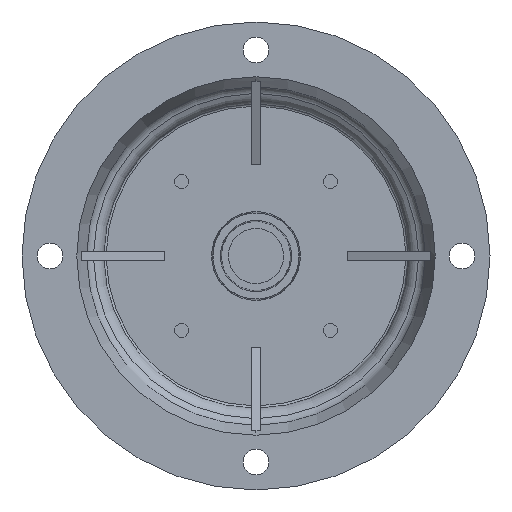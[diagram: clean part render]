
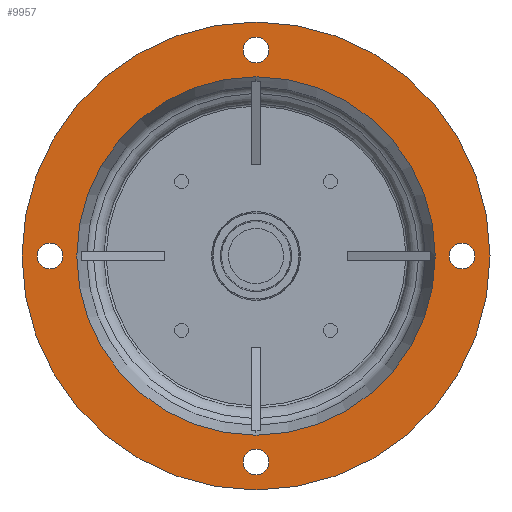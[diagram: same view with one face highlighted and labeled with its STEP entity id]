
A CAD part, front view. The second image highlights one B-rep face of the part: STEP entity #9957.
In plain terms, the highlighted planar face has unit normal (0, -1, 0).
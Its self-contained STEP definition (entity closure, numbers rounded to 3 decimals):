
#299 = AXIS2_PLACEMENT_3D ( 'NONE', #2736, #2416, #7632 ) ;
#326 = CIRCLE ( 'NONE', #589, 2.75 ) ;
#331 = CARTESIAN_POINT ( 'NONE',  ( 19.876, -82.021, 18.742 ) ) ;
#335 = EDGE_CURVE ( 'NONE', #8735, #11341, #3566, .T. ) ;
#419 = DIRECTION ( 'NONE',  ( 0., 0., 1. ) ) ;
#423 = CIRCLE ( 'NONE', #15258, 50. ) ;
#432 = VERTEX_POINT ( 'NONE', #13661 ) ;
#502 = AXIS2_PLACEMENT_3D ( 'NONE', #1828, #9598, #7111 ) ;
#589 = AXIS2_PLACEMENT_3D ( 'NONE', #5485, #15846, #419 ) ;
#793 = FACE_BOUND ( 'NONE', #6952, .T. ) ;
#972 = EDGE_CURVE ( 'NONE', #7739, #432, #13108, .T. ) ;
#1036 = FACE_BOUND ( 'NONE', #1672, .T. ) ;
#1264 = ORIENTED_EDGE ( 'NONE', *, *, #9568, .T. ) ;
#1412 = CARTESIAN_POINT ( 'NONE',  ( 19.876, -82.021, 15.492 ) ) ;
#1428 = EDGE_CURVE ( 'NONE', #12842, #2579, #423, .T. ) ;
#1432 = VERTEX_POINT ( 'NONE', #331 ) ;
#1506 = CARTESIAN_POINT ( 'NONE',  ( 19.876, -82.021, 65.492 ) ) ;
#1588 = DIRECTION ( 'NONE',  ( 0., 1., 0. ) ) ;
#1672 = EDGE_LOOP ( 'NONE', ( #6801, #6739 ) ) ;
#1828 = CARTESIAN_POINT ( 'NONE',  ( -24.124, -82.021, 65.492 ) ) ;
#1970 = ORIENTED_EDGE ( 'NONE', *, *, #335, .T. ) ;
#2060 = DIRECTION ( 'NONE',  ( 0., 1., 0. ) ) ;
#2066 = CARTESIAN_POINT ( 'NONE',  ( 19.876, -82.021, 109.492 ) ) ;
#2416 = DIRECTION ( 'NONE',  ( 0., 1., 0. ) ) ;
#2423 = AXIS2_PLACEMENT_3D ( 'NONE', #15823, #2060, #15984 ) ;
#2448 = VERTEX_POINT ( 'NONE', #7869 ) ;
#2484 = AXIS2_PLACEMENT_3D ( 'NONE', #12130, #3263, #9726 ) ;
#2579 = VERTEX_POINT ( 'NONE', #6865 ) ;
#2604 = CARTESIAN_POINT ( 'NONE',  ( 19.876, -82.021, 24.242 ) ) ;
#2725 = CARTESIAN_POINT ( 'NONE',  ( -24.124, -82.021, 62.742 ) ) ;
#2736 = CARTESIAN_POINT ( 'NONE',  ( 19.876, -82.021, 21.492 ) ) ;
#2799 = ORIENTED_EDGE ( 'NONE', *, *, #8587, .T. ) ;
#2959 = ORIENTED_EDGE ( 'NONE', *, *, #1428, .F. ) ;
#3042 = DIRECTION ( 'NONE',  ( 0., 1., 0. ) ) ;
#3083 = DIRECTION ( 'NONE',  ( 0., 1., 0. ) ) ;
#3263 = DIRECTION ( 'NONE',  ( 0., 1., 0. ) ) ;
#3386 = DIRECTION ( 'NONE',  ( 0., 1., 0. ) ) ;
#3566 = CIRCLE ( 'NONE', #13622, 2.75 ) ;
#3719 = EDGE_CURVE ( 'NONE', #432, #7739, #11328, .T. ) ;
#4472 = CARTESIAN_POINT ( 'NONE',  ( 19.876, -82.021, 21.492 ) ) ;
#4690 = FACE_BOUND ( 'NONE', #15264, .T. ) ;
#5021 = CARTESIAN_POINT ( 'NONE',  ( 63.876, -82.021, 62.742 ) ) ;
#5038 = VERTEX_POINT ( 'NONE', #6310 ) ;
#5106 = EDGE_CURVE ( 'NONE', #11355, #2448, #6604, .T. ) ;
#5175 = CIRCLE ( 'NONE', #15759, 50. ) ;
#5411 = CARTESIAN_POINT ( 'NONE',  ( -24.124, -82.021, 65.492 ) ) ;
#5485 = CARTESIAN_POINT ( 'NONE',  ( 19.876, -82.021, 109.492 ) ) ;
#5694 = ORIENTED_EDGE ( 'NONE', *, *, #972, .T. ) ;
#6133 = EDGE_CURVE ( 'NONE', #6923, #1432, #6376, .T. ) ;
#6310 = CARTESIAN_POINT ( 'NONE',  ( 19.876, -82.021, 27.204 ) ) ;
#6350 = EDGE_LOOP ( 'NONE', ( #14697, #5694 ) ) ;
#6376 = CIRCLE ( 'NONE', #299, 2.75 ) ;
#6604 = CIRCLE ( 'NONE', #7404, 2.75 ) ;
#6631 = DIRECTION ( 'NONE',  ( 0., 0., 1. ) ) ;
#6687 = DIRECTION ( 'NONE',  ( 0., 1., 0. ) ) ;
#6711 = CIRCLE ( 'NONE', #14120, 38.288 ) ;
#6739 = ORIENTED_EDGE ( 'NONE', *, *, #7965, .T. ) ;
#6801 = ORIENTED_EDGE ( 'NONE', *, *, #6133, .T. ) ;
#6865 = CARTESIAN_POINT ( 'NONE',  ( 19.876, -82.021, 115.492 ) ) ;
#6923 = VERTEX_POINT ( 'NONE', #2604 ) ;
#6952 = EDGE_LOOP ( 'NONE', ( #8717, #2799 ) ) ;
#7062 = ORIENTED_EDGE ( 'NONE', *, *, #11362, .F. ) ;
#7111 = DIRECTION ( 'NONE',  ( 0., 0., 1. ) ) ;
#7112 = CARTESIAN_POINT ( 'NONE',  ( 63.876, -82.021, 65.492 ) ) ;
#7190 = DIRECTION ( 'NONE',  ( 0., 1., 0. ) ) ;
#7356 = DIRECTION ( 'NONE',  ( 0., 0., 1. ) ) ;
#7402 = FACE_BOUND ( 'NONE', #6350, .T. ) ;
#7404 = AXIS2_PLACEMENT_3D ( 'NONE', #2066, #3386, #7356 ) ;
#7632 = DIRECTION ( 'NONE',  ( 0., 0., 1. ) ) ;
#7739 = VERTEX_POINT ( 'NONE', #2725 ) ;
#7869 = CARTESIAN_POINT ( 'NONE',  ( 19.876, -82.021, 106.742 ) ) ;
#7965 = EDGE_CURVE ( 'NONE', #1432, #6923, #14343, .T. ) ;
#7980 = CIRCLE ( 'NONE', #2423, 38.288 ) ;
#8040 = EDGE_CURVE ( 'NONE', #5038, #15925, #7980, .T. ) ;
#8290 = CIRCLE ( 'NONE', #11436, 2.75 ) ;
#8509 = AXIS2_PLACEMENT_3D ( 'NONE', #4472, #9588, #9512 ) ;
#8587 = EDGE_CURVE ( 'NONE', #2448, #11355, #326, .T. ) ;
#8717 = ORIENTED_EDGE ( 'NONE', *, *, #5106, .T. ) ;
#8735 = VERTEX_POINT ( 'NONE', #14764 ) ;
#8914 = EDGE_LOOP ( 'NONE', ( #7062, #2959 ) ) ;
#9302 = DIRECTION ( 'NONE',  ( 0., 0., 1. ) ) ;
#9343 = CARTESIAN_POINT ( 'NONE',  ( 19.876, -82.021, 65.492 ) ) ;
#9436 = EDGE_CURVE ( 'NONE', #11341, #8735, #8290, .T. ) ;
#9509 = CARTESIAN_POINT ( 'NONE',  ( 63.876, -82.021, 65.492 ) ) ;
#9512 = DIRECTION ( 'NONE',  ( 0., 0., 1. ) ) ;
#9568 = EDGE_CURVE ( 'NONE', #15925, #5038, #6711, .T. ) ;
#9588 = DIRECTION ( 'NONE',  ( 0., 1., 0. ) ) ;
#9598 = DIRECTION ( 'NONE',  ( 0., 1., 0. ) ) ;
#9726 = DIRECTION ( 'NONE',  ( 0., 0., 1. ) ) ;
#9957 = ADVANCED_FACE ( 'NONE', ( #4690, #15959, #793, #7402, #1036, #16118 ), #11038, .F. ) ;
#10374 = DIRECTION ( 'NONE',  ( 0., 1., 0. ) ) ;
#11038 = PLANE ( 'NONE',  #2484 ) ;
#11328 = CIRCLE ( 'NONE', #502, 2.75 ) ;
#11341 = VERTEX_POINT ( 'NONE', #5021 ) ;
#11355 = VERTEX_POINT ( 'NONE', #12620 ) ;
#11362 = EDGE_CURVE ( 'NONE', #2579, #12842, #5175, .T. ) ;
#11436 = AXIS2_PLACEMENT_3D ( 'NONE', #9509, #6687, #15902 ) ;
#12130 = CARTESIAN_POINT ( 'NONE',  ( 59.876, -82.021, 65.492 ) ) ;
#12620 = CARTESIAN_POINT ( 'NONE',  ( 19.876, -82.021, 112.242 ) ) ;
#12813 = ORIENTED_EDGE ( 'NONE', *, *, #9436, .T. ) ;
#12842 = VERTEX_POINT ( 'NONE', #1412 ) ;
#13108 = CIRCLE ( 'NONE', #16034, 2.75 ) ;
#13152 = DIRECTION ( 'NONE',  ( 0., 0., 1. ) ) ;
#13551 = CARTESIAN_POINT ( 'NONE',  ( 19.876, -82.021, 103.78 ) ) ;
#13622 = AXIS2_PLACEMENT_3D ( 'NONE', #7112, #7190, #14501 ) ;
#13661 = CARTESIAN_POINT ( 'NONE',  ( -24.124, -82.021, 68.242 ) ) ;
#13879 = EDGE_LOOP ( 'NONE', ( #1970, #12813 ) ) ;
#14120 = AXIS2_PLACEMENT_3D ( 'NONE', #9343, #3042, #13152 ) ;
#14343 = CIRCLE ( 'NONE', #8509, 2.75 ) ;
#14501 = DIRECTION ( 'NONE',  ( 0., 0., 1. ) ) ;
#14697 = ORIENTED_EDGE ( 'NONE', *, *, #3719, .T. ) ;
#14764 = CARTESIAN_POINT ( 'NONE',  ( 63.876, -82.021, 68.242 ) ) ;
#15126 = DIRECTION ( 'NONE',  ( 0., 0., 1. ) ) ;
#15258 = AXIS2_PLACEMENT_3D ( 'NONE', #1506, #1588, #6631 ) ;
#15264 = EDGE_LOOP ( 'NONE', ( #15786, #1264 ) ) ;
#15293 = CARTESIAN_POINT ( 'NONE',  ( 19.876, -82.021, 65.492 ) ) ;
#15759 = AXIS2_PLACEMENT_3D ( 'NONE', #15293, #10374, #15126 ) ;
#15786 = ORIENTED_EDGE ( 'NONE', *, *, #8040, .T. ) ;
#15823 = CARTESIAN_POINT ( 'NONE',  ( 19.876, -82.021, 65.492 ) ) ;
#15846 = DIRECTION ( 'NONE',  ( 0., 1., 0. ) ) ;
#15902 = DIRECTION ( 'NONE',  ( 0., 0., 1. ) ) ;
#15925 = VERTEX_POINT ( 'NONE', #13551 ) ;
#15959 = FACE_OUTER_BOUND ( 'NONE', #8914, .T. ) ;
#15984 = DIRECTION ( 'NONE',  ( 0., 0., 1. ) ) ;
#16034 = AXIS2_PLACEMENT_3D ( 'NONE', #5411, #3083, #9302 ) ;
#16118 = FACE_BOUND ( 'NONE', #13879, .T. ) ;
